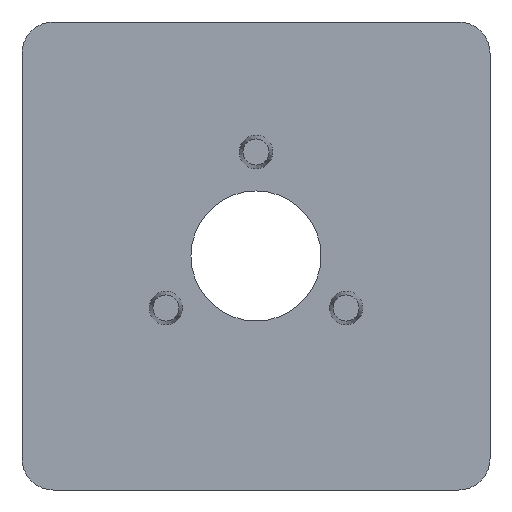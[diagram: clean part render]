
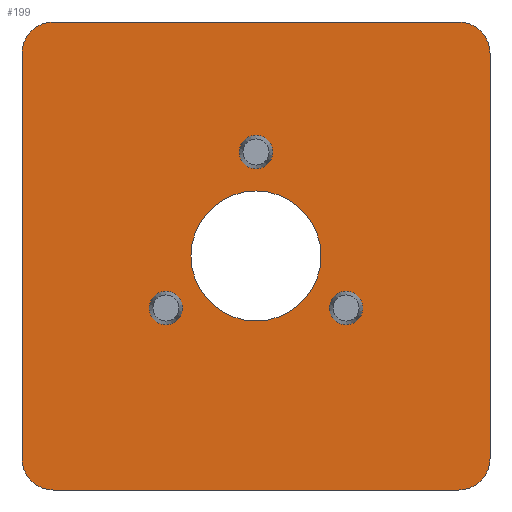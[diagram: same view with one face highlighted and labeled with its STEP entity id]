
A CAD part, front view. The second image highlights one B-rep face of the part: STEP entity #199.
In plain terms, the highlighted planar face has unit normal (0, -1, 0).
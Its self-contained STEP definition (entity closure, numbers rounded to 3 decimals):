
#199=ADVANCED_FACE('',(#239,#240,#241,#242,#243),#244,.T.);
#239=FACE_BOUND('',#320,.T.);
#240=FACE_BOUND('',#321,.T.);
#241=FACE_BOUND('',#322,.T.);
#242=FACE_BOUND('',#323,.T.);
#243=FACE_OUTER_BOUND('',#324,.T.);
#244=PLANE('',#325);
#320=EDGE_LOOP('',(#421));
#321=EDGE_LOOP('',(#422));
#322=EDGE_LOOP('',(#423));
#323=EDGE_LOOP('',(#424));
#324=EDGE_LOOP('',(#425,#426,#427,#428,#429,#430,#431,#432));
#325=AXIS2_PLACEMENT_3D('',#433,#434,#435);
#421=ORIENTED_EDGE('',*,*,#673,.T.);
#422=ORIENTED_EDGE('',*,*,#674,.F.);
#423=ORIENTED_EDGE('',*,*,#675,.F.);
#424=ORIENTED_EDGE('',*,*,#676,.F.);
#425=ORIENTED_EDGE('',*,*,#677,.F.);
#426=ORIENTED_EDGE('',*,*,#668,.T.);
#427=ORIENTED_EDGE('',*,*,#678,.T.);
#428=ORIENTED_EDGE('',*,*,#658,.T.);
#429=ORIENTED_EDGE('',*,*,#679,.T.);
#430=ORIENTED_EDGE('',*,*,#680,.T.);
#431=ORIENTED_EDGE('',*,*,#671,.T.);
#432=ORIENTED_EDGE('',*,*,#662,.T.);
#433=CARTESIAN_POINT('',(0.0,-1.5,-22.5));
#434=DIRECTION('',(0.0,-1.0,0.0));
#435=DIRECTION('',(0.0,0.0,-1.0));
#658=EDGE_CURVE('',#738,#739,#740,.T.);
#662=EDGE_CURVE('',#746,#747,#748,.T.);
#668=EDGE_CURVE('',#759,#757,#760,.T.);
#671=EDGE_CURVE('',#764,#746,#765,.T.);
#673=EDGE_CURVE('',#767,#767,#768,.F.);
#674=EDGE_CURVE('',#769,#769,#770,.T.);
#675=EDGE_CURVE('',#771,#771,#772,.T.);
#676=EDGE_CURVE('',#773,#773,#774,.T.);
#677=EDGE_CURVE('',#759,#747,#775,.T.);
#678=EDGE_CURVE('',#757,#738,#776,.T.);
#679=EDGE_CURVE('',#739,#777,#778,.T.);
#680=EDGE_CURVE('',#777,#764,#779,.T.);
#738=VERTEX_POINT('',#874);
#739=VERTEX_POINT('',#875);
#740=CIRCLE('',#876,3.0);
#746=VERTEX_POINT('',#884);
#747=VERTEX_POINT('',#885);
#748=CIRCLE('',#886,3.0);
#757=VERTEX_POINT('',#897);
#759=VERTEX_POINT('',#900);
#760=CIRCLE('',#901,3.0);
#764=VERTEX_POINT('',#907);
#765=LINE('',#908,#909);
#767=VERTEX_POINT('',#912);
#768=CIRCLE('',#913,6.25);
#769=VERTEX_POINT('',#914);
#770=CIRCLE('',#915,1.6);
#771=VERTEX_POINT('',#916);
#772=CIRCLE('',#917,1.6);
#773=VERTEX_POINT('',#918);
#774=CIRCLE('',#919,1.6);
#775=LINE('',#920,#921);
#776=LINE('',#922,#923);
#777=VERTEX_POINT('',#924);
#778=LINE('',#925,#926);
#779=CIRCLE('',#927,3.0);
#874=CARTESIAN_POINT('',(19.5,-1.5,-22.5));
#875=CARTESIAN_POINT('',(22.5,-1.5,-19.5));
#876=AXIS2_PLACEMENT_3D('',#1058,#1059,#1060);
#884=CARTESIAN_POINT('',(-19.5,-1.5,22.5));
#885=CARTESIAN_POINT('',(-22.5,-1.5,19.5));
#886=AXIS2_PLACEMENT_3D('',#1066,#1067,#1068);
#897=CARTESIAN_POINT('',(-19.5,-1.5,-22.5));
#900=CARTESIAN_POINT('',(-22.5,-1.5,-19.5));
#901=AXIS2_PLACEMENT_3D('',#1078,#1079,#1080);
#907=CARTESIAN_POINT('',(19.5,-1.5,22.5));
#908=CARTESIAN_POINT('',(0.0,-1.5,22.5));
#909=VECTOR('',#1083,1.0);
#912=CARTESIAN_POINT('',(0.,-1.5,-6.25));
#913=AXIS2_PLACEMENT_3D('',#1085,#1086,#1087);
#914=CARTESIAN_POINT('',(-7.06,-1.5,-5.0));
#915=AXIS2_PLACEMENT_3D('',#1088,#1089,#1090);
#916=CARTESIAN_POINT('',(1.6,-1.5,10.0));
#917=AXIS2_PLACEMENT_3D('',#1091,#1092,#1093);
#918=CARTESIAN_POINT('',(10.26,-1.5,-5.0));
#919=AXIS2_PLACEMENT_3D('',#1094,#1095,#1096);
#920=CARTESIAN_POINT('',(-22.5,-1.5,-22.5));
#921=VECTOR('',#1097,1.0);
#922=CARTESIAN_POINT('',(0.0,-1.5,-22.5));
#923=VECTOR('',#1098,1.0);
#924=CARTESIAN_POINT('',(22.5,-1.5,19.5));
#925=CARTESIAN_POINT('',(22.5,-1.5,-22.5));
#926=VECTOR('',#1099,1.0);
#927=AXIS2_PLACEMENT_3D('',#1100,#1101,#1102);
#1058=CARTESIAN_POINT('',(19.5,-1.5,-19.5));
#1059=DIRECTION('',(0.0,-1.0,0.0));
#1060=DIRECTION('',(0.0,0.0,-1.0));
#1066=CARTESIAN_POINT('',(-19.5,-1.5,19.5));
#1067=DIRECTION('',(0.0,-1.0,0.0));
#1068=DIRECTION('',(0.0,0.0,-1.0));
#1078=CARTESIAN_POINT('',(-19.5,-1.5,-19.5));
#1079=DIRECTION('',(0.0,-1.0,0.0));
#1080=DIRECTION('',(0.0,0.0,-1.0));
#1083=DIRECTION('',(-1.0,0.0,0.0));
#1085=CARTESIAN_POINT('',(0.0,-1.5,0.0));
#1086=DIRECTION('',(0.0,-1.0,0.0));
#1087=DIRECTION('',(0.0,0.0,-1.0));
#1088=CARTESIAN_POINT('',(-8.66,-1.5,-5.0));
#1089=DIRECTION('',(0.0,-1.0,0.0));
#1090=DIRECTION('',(1.0,0.0,0.0));
#1091=CARTESIAN_POINT('',(0.,-1.5,10.0));
#1092=DIRECTION('',(0.0,-1.0,0.0));
#1093=DIRECTION('',(1.0,0.0,0.0));
#1094=CARTESIAN_POINT('',(8.66,-1.5,-5.0));
#1095=DIRECTION('',(0.0,-1.0,0.0));
#1096=DIRECTION('',(1.0,0.0,0.0));
#1097=DIRECTION('',(0.0,0.0,1.0));
#1098=DIRECTION('',(1.0,0.0,0.0));
#1099=DIRECTION('',(0.0,0.0,1.0));
#1100=CARTESIAN_POINT('',(19.5,-1.5,19.5));
#1101=DIRECTION('',(0.0,-1.0,0.0));
#1102=DIRECTION('',(0.0,0.0,-1.0));
